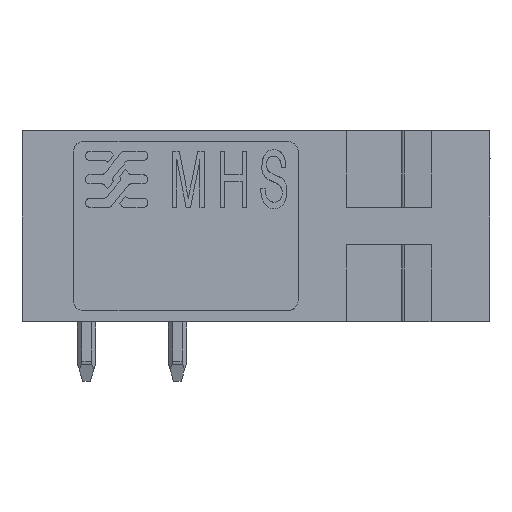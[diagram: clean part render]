
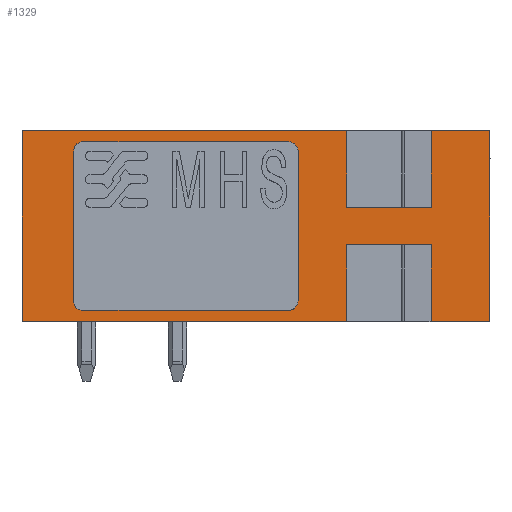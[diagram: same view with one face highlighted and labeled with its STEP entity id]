
A CAD part, left-side view. The second image highlights one B-rep face of the part: STEP entity #1329.
In plain terms, the highlighted planar face has unit normal (-1, 0, 0).
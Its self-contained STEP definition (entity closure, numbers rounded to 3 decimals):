
#1196=AXIS2_PLACEMENT_3D('Plane Axis2P3D',#1193,#1194,#1195) ;
#40=CARTESIAN_POINT('Vertex',(0.,0.,3.2)) ;
#56=CARTESIAN_POINT('Vertex',(0.,0.,13.4)) ;
#59=CARTESIAN_POINT('Line Origine',(0.,0.,8.3)) ;
#685=CARTESIAN_POINT('Line Origine',(0.,1.575,3.2)) ;
#689=CARTESIAN_POINT('Vertex',(0.,3.15,3.2)) ;
#724=CARTESIAN_POINT('Vertex',(0.,7.65,3.2)) ;
#727=CARTESIAN_POINT('Line Origine',(0.,16.325,3.2)) ;
#731=CARTESIAN_POINT('Vertex',(0.,25.,3.2)) ;
#836=CARTESIAN_POINT('Vertex',(0.,25.,13.4)) ;
#839=CARTESIAN_POINT('Line Origine',(0.,16.325,13.4)) ;
#843=CARTESIAN_POINT('Vertex',(0.,7.65,13.4)) ;
#878=CARTESIAN_POINT('Vertex',(0.,3.15,13.4)) ;
#881=CARTESIAN_POINT('Line Origine',(0.,1.575,13.4)) ;
#1193=CARTESIAN_POINT('Axis2P3D Location',(0.,0.,8.3)) ;
#1198=CARTESIAN_POINT('Line Origine',(0.,3.15,8.3)) ;
#1202=CARTESIAN_POINT('Vertex',(0.,3.15,9.3)) ;
#1205=CARTESIAN_POINT('Line Origine',(0.,12.5,9.3)) ;
#1209=CARTESIAN_POINT('Vertex',(0.,7.65,9.3)) ;
#1212=CARTESIAN_POINT('Line Origine',(0.,7.65,8.3)) ;
#1217=CARTESIAN_POINT('Line Origine',(0.,25.,8.3)) ;
#1222=CARTESIAN_POINT('Line Origine',(0.,7.65,8.3)) ;
#1226=CARTESIAN_POINT('Vertex',(0.,7.65,7.3)) ;
#1229=CARTESIAN_POINT('Line Origine',(0.,12.5,7.3)) ;
#1233=CARTESIAN_POINT('Vertex',(0.,3.15,7.3)) ;
#1236=CARTESIAN_POINT('Line Origine',(0.,3.15,8.3)) ;
#1256=CARTESIAN_POINT('Control Point',(0.,22.25,12.3)) ;
#1257=CARTESIAN_POINT('Control Point',(0.,22.25,12.496)) ;
#1258=CARTESIAN_POINT('Control Point',(0.,22.145,12.695)) ;
#1259=CARTESIAN_POINT('Control Point',(0.,21.946,12.8)) ;
#1260=CARTESIAN_POINT('Control Point',(0.,21.75,12.8)) ;
#1261=CARTESIAN_POINT('Vertex',(0.,22.25,12.3)) ;
#1263=CARTESIAN_POINT('Vertex',(0.,21.75,12.8)) ;
#1266=CARTESIAN_POINT('Line Origine',(0.,12.5,12.8)) ;
#1270=CARTESIAN_POINT('Vertex',(0.,10.75,12.8)) ;
#1274=CARTESIAN_POINT('Control Point',(0.,10.75,12.8)) ;
#1275=CARTESIAN_POINT('Control Point',(0.,10.554,12.8)) ;
#1276=CARTESIAN_POINT('Control Point',(0.,10.355,12.695)) ;
#1277=CARTESIAN_POINT('Control Point',(0.,10.25,12.496)) ;
#1278=CARTESIAN_POINT('Control Point',(0.,10.25,12.3)) ;
#1279=CARTESIAN_POINT('Vertex',(0.,10.25,12.3)) ;
#1282=CARTESIAN_POINT('Line Origine',(0.,10.25,8.3)) ;
#1286=CARTESIAN_POINT('Vertex',(0.,10.25,4.3)) ;
#1290=CARTESIAN_POINT('Control Point',(0.,10.25,4.3)) ;
#1291=CARTESIAN_POINT('Control Point',(0.,10.25,4.104)) ;
#1292=CARTESIAN_POINT('Control Point',(0.,10.355,3.905)) ;
#1293=CARTESIAN_POINT('Control Point',(0.,10.554,3.8)) ;
#1294=CARTESIAN_POINT('Control Point',(0.,10.75,3.8)) ;
#1295=CARTESIAN_POINT('Vertex',(0.,10.75,3.8)) ;
#1298=CARTESIAN_POINT('Line Origine',(0.,12.5,3.8)) ;
#1302=CARTESIAN_POINT('Vertex',(0.,21.75,3.8)) ;
#1306=CARTESIAN_POINT('Control Point',(0.,21.75,3.8)) ;
#1307=CARTESIAN_POINT('Control Point',(0.,21.946,3.8)) ;
#1308=CARTESIAN_POINT('Control Point',(0.,22.145,3.905)) ;
#1309=CARTESIAN_POINT('Control Point',(0.,22.25,4.104)) ;
#1310=CARTESIAN_POINT('Control Point',(0.,22.25,4.3)) ;
#1311=CARTESIAN_POINT('Vertex',(0.,22.25,4.3)) ;
#1314=CARTESIAN_POINT('Line Origine',(0.,22.25,8.3)) ;
#60=DIRECTION('Vector Direction',(0.,0.,-1.)) ;
#686=DIRECTION('Vector Direction',(0.,-1.,0.)) ;
#728=DIRECTION('Vector Direction',(0.,-1.,0.)) ;
#840=DIRECTION('Vector Direction',(0.,1.,0.)) ;
#882=DIRECTION('Vector Direction',(0.,1.,0.)) ;
#1194=DIRECTION('Axis2P3D Direction',(1.,0.,0.)) ;
#1195=DIRECTION('Axis2P3D XDirection',(0.,1.,0.)) ;
#1199=DIRECTION('Vector Direction',(0.,0.,1.)) ;
#1206=DIRECTION('Vector Direction',(0.,1.,0.)) ;
#1213=DIRECTION('Vector Direction',(0.,0.,1.)) ;
#1218=DIRECTION('Vector Direction',(0.,0.,1.)) ;
#1223=DIRECTION('Vector Direction',(0.,0.,1.)) ;
#1230=DIRECTION('Vector Direction',(0.,1.,0.)) ;
#1237=DIRECTION('Vector Direction',(0.,0.,1.)) ;
#1267=DIRECTION('Vector Direction',(0.,1.,0.)) ;
#1283=DIRECTION('Vector Direction',(0.,0.,1.)) ;
#1299=DIRECTION('Vector Direction',(0.,1.,0.)) ;
#1315=DIRECTION('Vector Direction',(0.,0.,1.)) ;
#61=VECTOR('Line Direction',#60,1.) ;
#687=VECTOR('Line Direction',#686,1.) ;
#729=VECTOR('Line Direction',#728,1.) ;
#841=VECTOR('Line Direction',#840,1.) ;
#883=VECTOR('Line Direction',#882,1.) ;
#1200=VECTOR('Line Direction',#1199,1.) ;
#1207=VECTOR('Line Direction',#1206,1.) ;
#1214=VECTOR('Line Direction',#1213,1.) ;
#1219=VECTOR('Line Direction',#1218,1.) ;
#1224=VECTOR('Line Direction',#1223,1.) ;
#1231=VECTOR('Line Direction',#1230,1.) ;
#1238=VECTOR('Line Direction',#1237,1.) ;
#1268=VECTOR('Line Direction',#1267,1.) ;
#1284=VECTOR('Line Direction',#1283,1.) ;
#1300=VECTOR('Line Direction',#1299,1.) ;
#1316=VECTOR('Line Direction',#1315,1.) ;
#1242=ORIENTED_EDGE('',*,*,#1204,.F.) ;
#1243=ORIENTED_EDGE('',*,*,#1211,.F.) ;
#1244=ORIENTED_EDGE('',*,*,#1216,.T.) ;
#1245=ORIENTED_EDGE('',*,*,#845,.T.) ;
#1246=ORIENTED_EDGE('',*,*,#1221,.F.) ;
#1247=ORIENTED_EDGE('',*,*,#733,.T.) ;
#1248=ORIENTED_EDGE('',*,*,#1228,.F.) ;
#1249=ORIENTED_EDGE('',*,*,#1235,.T.) ;
#1250=ORIENTED_EDGE('',*,*,#1240,.T.) ;
#1251=ORIENTED_EDGE('',*,*,#691,.T.) ;
#1252=ORIENTED_EDGE('',*,*,#63,.F.) ;
#1253=ORIENTED_EDGE('',*,*,#885,.T.) ;
#1320=ORIENTED_EDGE('',*,*,#1265,.T.) ;
#1321=ORIENTED_EDGE('',*,*,#1272,.T.) ;
#1322=ORIENTED_EDGE('',*,*,#1281,.T.) ;
#1323=ORIENTED_EDGE('',*,*,#1288,.T.) ;
#1324=ORIENTED_EDGE('',*,*,#1297,.T.) ;
#1325=ORIENTED_EDGE('',*,*,#1304,.T.) ;
#1326=ORIENTED_EDGE('',*,*,#1313,.T.) ;
#1327=ORIENTED_EDGE('',*,*,#1318,.T.) ;
#1328=FACE_BOUND('',#1319,.T.) ;
#1329=ADVANCED_FACE('model',(#1254,#1328),#1197,.F.) ;
#1255=B_SPLINE_CURVE_WITH_KNOTS('',4,(#1256,#1257,#1258,#1259,#1260),.UNSPECIFIED.,.F.,.U.,(5,5),(0.,0.785),.UNSPECIFIED.) ;
#1273=B_SPLINE_CURVE_WITH_KNOTS('',4,(#1274,#1275,#1276,#1277,#1278),.UNSPECIFIED.,.F.,.U.,(5,5),(0.785,1.571),.UNSPECIFIED.) ;
#1289=B_SPLINE_CURVE_WITH_KNOTS('',4,(#1290,#1291,#1292,#1293,#1294),.UNSPECIFIED.,.F.,.U.,(5,5),(1.571,2.356),.UNSPECIFIED.) ;
#1305=B_SPLINE_CURVE_WITH_KNOTS('',4,(#1306,#1307,#1308,#1309,#1310),.UNSPECIFIED.,.F.,.U.,(5,5),(2.356,3.142),.UNSPECIFIED.) ;
#63=EDGE_CURVE('',#57,#41,#62,.T.) ;
#691=EDGE_CURVE('',#690,#41,#688,.T.) ;
#733=EDGE_CURVE('',#732,#725,#730,.T.) ;
#845=EDGE_CURVE('',#844,#837,#842,.T.) ;
#885=EDGE_CURVE('',#57,#879,#884,.T.) ;
#1204=EDGE_CURVE('',#1203,#879,#1201,.T.) ;
#1211=EDGE_CURVE('',#1210,#1203,#1208,.F.) ;
#1216=EDGE_CURVE('',#1210,#844,#1215,.T.) ;
#1221=EDGE_CURVE('',#732,#837,#1220,.T.) ;
#1228=EDGE_CURVE('',#1227,#725,#1225,.F.) ;
#1235=EDGE_CURVE('',#1227,#1234,#1232,.F.) ;
#1240=EDGE_CURVE('',#1234,#690,#1239,.F.) ;
#1265=EDGE_CURVE('',#1262,#1264,#1255,.T.) ;
#1272=EDGE_CURVE('',#1264,#1271,#1269,.F.) ;
#1281=EDGE_CURVE('',#1271,#1280,#1273,.T.) ;
#1288=EDGE_CURVE('',#1280,#1287,#1285,.F.) ;
#1297=EDGE_CURVE('',#1287,#1296,#1289,.T.) ;
#1304=EDGE_CURVE('',#1296,#1303,#1301,.T.) ;
#1313=EDGE_CURVE('',#1303,#1312,#1305,.T.) ;
#1318=EDGE_CURVE('',#1312,#1262,#1317,.T.) ;
#1241=EDGE_LOOP('',(#1242,#1243,#1244,#1245,#1246,#1247,#1248,#1249,#1250,#1251,#1252,#1253)) ;
#1319=EDGE_LOOP('',(#1320,#1321,#1322,#1323,#1324,#1325,#1326,#1327)) ;
#1254=FACE_OUTER_BOUND('',#1241,.T.) ;
#62=LINE('Line',#59,#61) ;
#688=LINE('Line',#685,#687) ;
#730=LINE('Line',#727,#729) ;
#842=LINE('Line',#839,#841) ;
#884=LINE('Line',#881,#883) ;
#1201=LINE('Line',#1198,#1200) ;
#1208=LINE('Line',#1205,#1207) ;
#1215=LINE('Line',#1212,#1214) ;
#1220=LINE('Line',#1217,#1219) ;
#1225=LINE('Line',#1222,#1224) ;
#1232=LINE('Line',#1229,#1231) ;
#1239=LINE('Line',#1236,#1238) ;
#1269=LINE('Line',#1266,#1268) ;
#1285=LINE('Line',#1282,#1284) ;
#1301=LINE('Line',#1298,#1300) ;
#1317=LINE('Line',#1314,#1316) ;
#1197=PLANE('',#1196) ;
#41=VERTEX_POINT('',#40) ;
#57=VERTEX_POINT('',#56) ;
#690=VERTEX_POINT('',#689) ;
#725=VERTEX_POINT('',#724) ;
#732=VERTEX_POINT('',#731) ;
#837=VERTEX_POINT('',#836) ;
#844=VERTEX_POINT('',#843) ;
#879=VERTEX_POINT('',#878) ;
#1203=VERTEX_POINT('',#1202) ;
#1210=VERTEX_POINT('',#1209) ;
#1227=VERTEX_POINT('',#1226) ;
#1234=VERTEX_POINT('',#1233) ;
#1262=VERTEX_POINT('',#1261) ;
#1264=VERTEX_POINT('',#1263) ;
#1271=VERTEX_POINT('',#1270) ;
#1280=VERTEX_POINT('',#1279) ;
#1287=VERTEX_POINT('',#1286) ;
#1296=VERTEX_POINT('',#1295) ;
#1303=VERTEX_POINT('',#1302) ;
#1312=VERTEX_POINT('',#1311) ;
